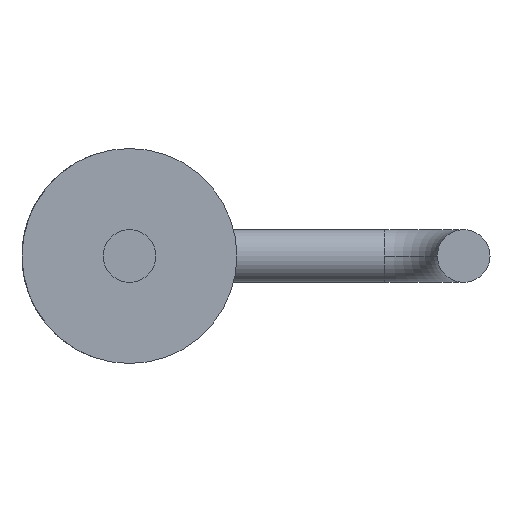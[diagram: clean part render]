
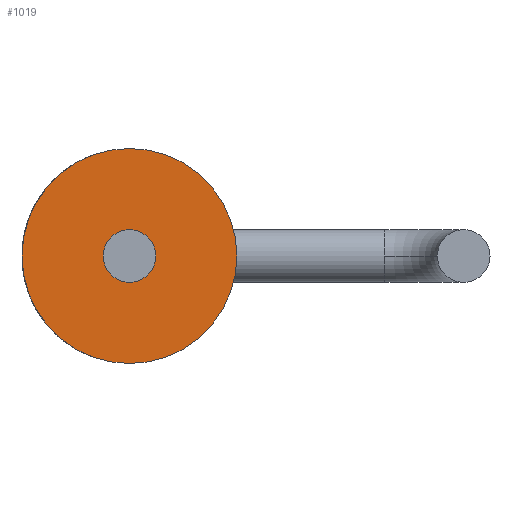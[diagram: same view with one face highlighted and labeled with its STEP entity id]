
A CAD part, front view. The second image highlights one B-rep face of the part: STEP entity #1019.
In plain terms, the highlighted planar face has unit normal (0, -1, 0).
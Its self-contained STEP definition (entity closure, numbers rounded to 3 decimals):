
#20 = DIRECTION ( 'NONE',  ( 0., 1., 0. ) ) ;
#49 = DIRECTION ( 'NONE',  ( 0., 1., 0. ) ) ;
#69 = CIRCLE ( 'NONE', #1894, 0.3 ) ;
#157 = CIRCLE ( 'NONE', #1575, 0.3 ) ;
#225 = EDGE_CURVE ( 'NONE', #2074, #2719, #157, .T. ) ;
#249 = EDGE_CURVE ( 'NONE', #3496, #2955, #1984, .T. ) ;
#318 = DIRECTION ( 'NONE',  ( 0., 0., 1. ) ) ;
#355 = CARTESIAN_POINT ( 'NONE',  ( 0., 1., 0. ) ) ;
#492 = ORIENTED_EDGE ( 'NONE', *, *, #249, .F. ) ;
#605 = DIRECTION ( 'NONE',  ( 0., 0., 1. ) ) ;
#646 = DIRECTION ( 'NONE',  ( 0., 0., 1. ) ) ;
#662 = CARTESIAN_POINT ( 'NONE',  ( 0., 1., 0. ) ) ;
#673 = CARTESIAN_POINT ( 'NONE',  ( 0., 1., 0. ) ) ;
#686 = CARTESIAN_POINT ( 'NONE',  ( 0., 1., 0. ) ) ;
#979 = DIRECTION ( 'NONE',  ( 0., -1., 0. ) ) ;
#1019 = ADVANCED_FACE ( 'NONE', ( #1292, #3611 ), #2122, .F. ) ;
#1273 = DIRECTION ( 'NONE',  ( 0., 0., 1. ) ) ;
#1292 = FACE_BOUND ( 'NONE', #3517, .T. ) ;
#1327 = ORIENTED_EDGE ( 'NONE', *, *, #2494, .F. ) ;
#1575 = AXIS2_PLACEMENT_3D ( 'NONE', #662, #979, #605 ) ;
#1754 = CARTESIAN_POINT ( 'NONE',  ( -0.3, 1., 0. ) ) ;
#1767 = ORIENTED_EDGE ( 'NONE', *, *, #2455, .F. ) ;
#1894 = AXIS2_PLACEMENT_3D ( 'NONE', #355, #3532, #318 ) ;
#1984 = CIRCLE ( 'NONE', #2536, 1.225 ) ;
#2074 = VERTEX_POINT ( 'NONE', #1754 ) ;
#2122 = PLANE ( 'NONE',  #3054 ) ;
#2455 = EDGE_CURVE ( 'NONE', #2955, #3496, #3807, .T. ) ;
#2465 = DIRECTION ( 'NONE',  ( 0., 1., 0. ) ) ;
#2494 = EDGE_CURVE ( 'NONE', #2719, #2074, #69, .T. ) ;
#2536 = AXIS2_PLACEMENT_3D ( 'NONE', #686, #49, #646 ) ;
#2690 = DIRECTION ( 'NONE',  ( 0., 0., 1. ) ) ;
#2719 = VERTEX_POINT ( 'NONE', #3335 ) ;
#2813 = EDGE_LOOP ( 'NONE', ( #1767, #492 ) ) ;
#2955 = VERTEX_POINT ( 'NONE', #3249 ) ;
#2976 = CARTESIAN_POINT ( 'NONE',  ( 0., 1., 0. ) ) ;
#3054 = AXIS2_PLACEMENT_3D ( 'NONE', #673, #2465, #1273 ) ;
#3247 = AXIS2_PLACEMENT_3D ( 'NONE', #2976, #20, #2690 ) ;
#3249 = CARTESIAN_POINT ( 'NONE',  ( 0., 1., -1.225 ) ) ;
#3308 = ORIENTED_EDGE ( 'NONE', *, *, #225, .F. ) ;
#3335 = CARTESIAN_POINT ( 'NONE',  ( 0.3, 1., 0. ) ) ;
#3496 = VERTEX_POINT ( 'NONE', #3747 ) ;
#3517 = EDGE_LOOP ( 'NONE', ( #1327, #3308 ) ) ;
#3532 = DIRECTION ( 'NONE',  ( 0., -1., 0. ) ) ;
#3611 = FACE_OUTER_BOUND ( 'NONE', #2813, .T. ) ;
#3747 = CARTESIAN_POINT ( 'NONE',  ( 0., 1., 1.225 ) ) ;
#3807 = CIRCLE ( 'NONE', #3247, 1.225 ) ;
